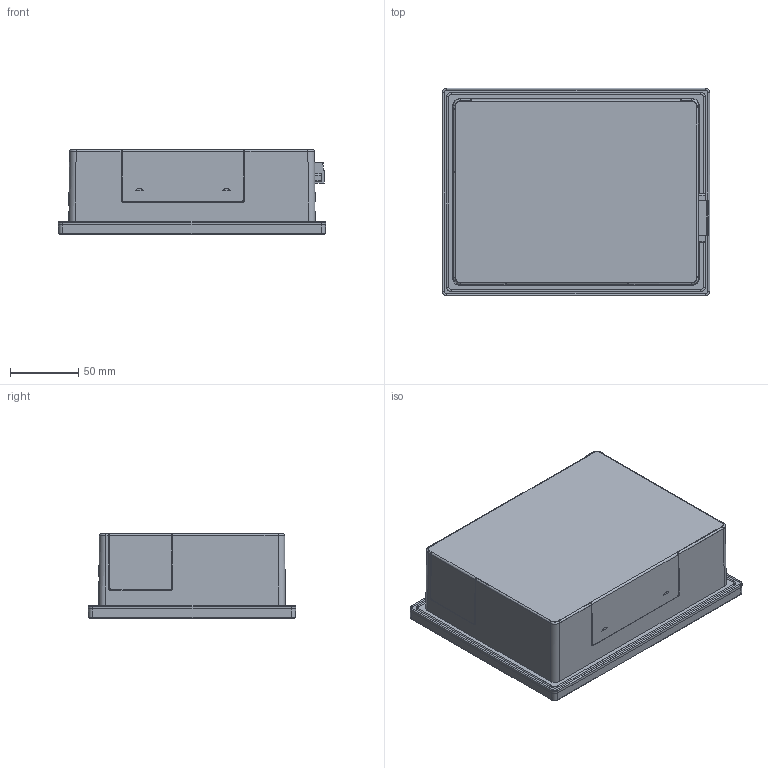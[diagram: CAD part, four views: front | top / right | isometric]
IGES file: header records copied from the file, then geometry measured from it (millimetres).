
Global section: file name: QX351; native system: Autodesk Inventor 2014; preprocessor: unknown; author: sbrock; date: 20140613.080342; units: inch
Bounding box: 195.12 x 151.49 x 61.59 mm (x, y, z)
Volume: 428749.7 mm3; surface area: 196313.5 mm2
Topology: 1 solids, 1 shells, 3012 faces, 13605 edges, 13220 vertices
Faces by surface type: plane 2421, bspline 411, revolution 180
